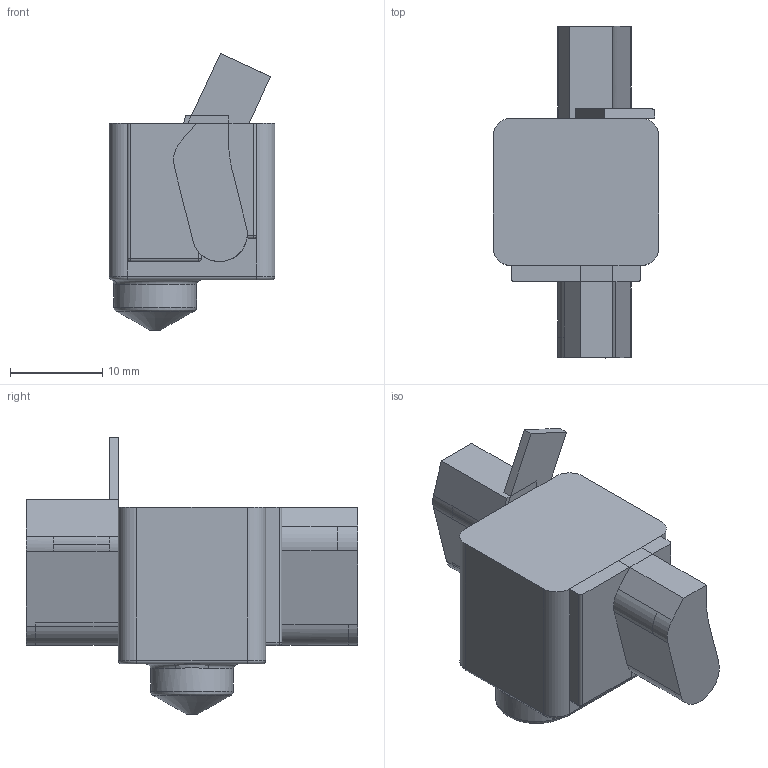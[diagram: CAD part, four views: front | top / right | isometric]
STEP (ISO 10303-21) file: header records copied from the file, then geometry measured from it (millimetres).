
FILE_DESCRIPTION(('FreeCAD Model'),'2;1');
FILE_NAME( 'Core-v4-1.step', '2017-01-25T14:29:50',('Author'),(''), 'Open CASCADE STEP processor 6.9','FreeCAD','Unknown');
FILE_SCHEMA(('AUTOMOTIVE_DESIGN_CC2 { 1 2 10303 214 -1 1 5 4 }'));
Length unit declared in the file: millimetre
Products named in the file (2): ASSEMBLY; Fillet005
Assembly tree (1 placements, depth 2):
  ASSEMBLY
    Fillet005
Bounding box: 18 x 36 x 30.09 mm (x, y, z)
Volume: 7092.8 mm3; surface area: 2661.7 mm2
Topology: 1 solids, 1 shells, 84 faces, 217 edges, 132 vertices
Faces by surface type: plane 37, cylinder 34, torus 6, bspline 3, sphere 3, cone 1
Full cylindrical faces by diameter (mm): 9 x1
Entity records: 6192 total; most frequent: CARTESIAN_POINT 2004, DIRECTION 758, LINE 436, VECTOR 436, ORIENTED_EDGE 428, PCURVE 428, DEFINITIONAL_REPRESENTATION 428, EDGE_CURVE 214
